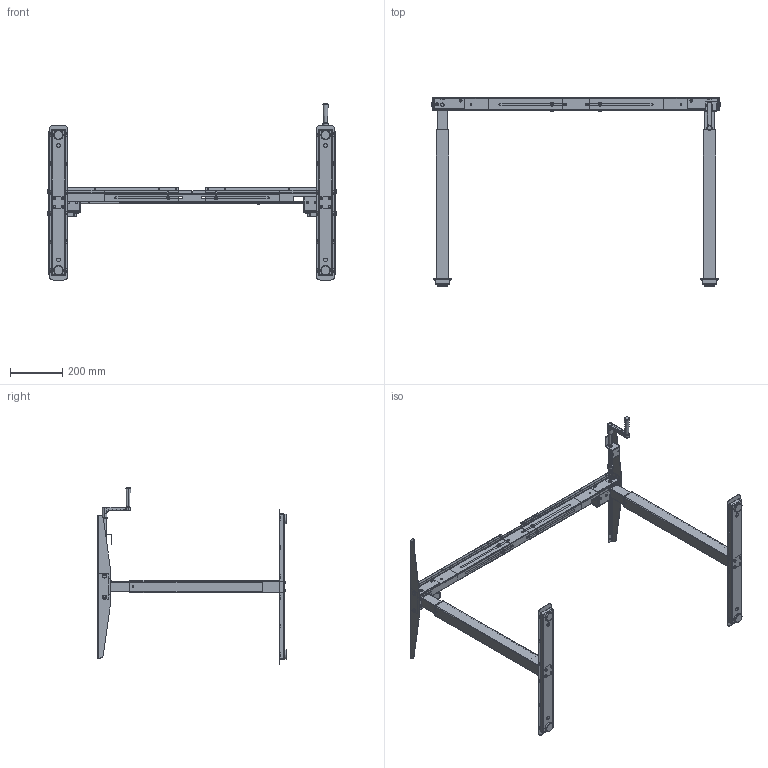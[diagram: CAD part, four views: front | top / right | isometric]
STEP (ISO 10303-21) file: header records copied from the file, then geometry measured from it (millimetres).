
FILE_DESCRIPTION (( 'STEP AP203' ), '1' );
FILE_NAME ('Revolution T-C, dummy_02_5194xx.STEP', '2023-06-26T09:05:50', ( '' ), ( '' ), 'SwSTEP 2.0', 'SolidWorks 2021', '' );
FILE_SCHEMA (( 'CONFIG_CONTROL_DESIGN' ));
Length unit declared in the file: millimetre
Products named in the file (1): Revolution T-C, dummy_02_5194xx
Bounding box: 1108.2 x 725.3 x 676.45 mm (x, y, z)
Surface area: 1314359.4 mm2 (no closed solid volume)
Topology: 0 solids, 527 shells, 1642 faces, 7034 edges, 5769 vertices
Faces by surface type: plane 711, cylinder 490, bspline 165, torus 134, cone 110, sphere 32
Entity records: 80227 total; most frequent: CARTESIAN_POINT 26664, DIRECTION 10486, ORIENTED_EDGE 9000, EDGE_CURVE 7002, VERTEX_POINT 5769, LINE 3732, VECTOR 3732, AXIS2_PLACEMENT_3D 3377
